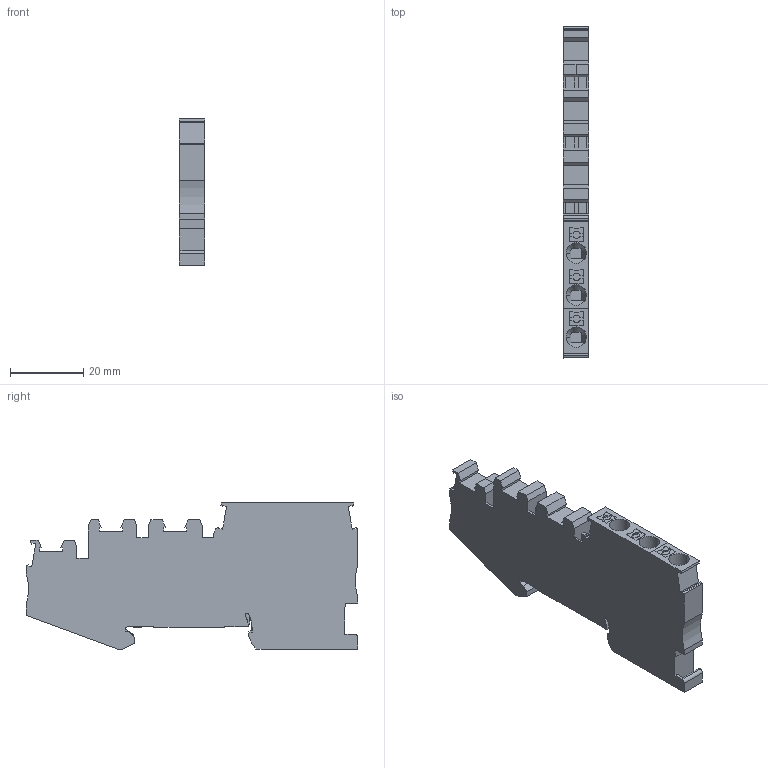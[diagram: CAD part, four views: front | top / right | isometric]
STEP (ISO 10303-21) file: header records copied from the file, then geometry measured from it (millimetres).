
FILE_DESCRIPTION(('HOOPS Exchange Step'),'2;1');
FILE_NAME('export-87EFA3E0-5FEE-459F-95AF-C399B08B9EF8.stp','2024-03-25T20:53:53+01:00',('Engineering'),('Alibre'),'HOOPS Exchange 2021.0','Alibre','Unknown authorisation');
FILE_SCHEMA( ('AP242_MANAGED_MODEL_BASED_3D_ENGINEERING_MIM_LF {1 0 10303 442 1 1 4 }') );
Length unit declared in the file: millimetre
Products named in the file (2): 6633-1 Feed-in terminal - PTIO-IN 2,5-4-PE OG - 3244481; 6633 Feed-in terminal - PTIO-IN 2,5-4-PE OG - 3244481
Assembly tree (1 placements, depth 2):
  6633 Feed-in terminal - PTIO-IN 2,5-4-PE OG - 3244481
    6633-1 Feed-in terminal - PTIO-IN 2,5-4-PE OG - 3244481
Bounding box: 7 x 90.8 x 40 mm (x, y, z)
Volume: 18280.5 mm3; surface area: 9260.5 mm2
Topology: 1 solids, 1 shells, 269 faces, 782 edges, 521 vertices
Faces by surface type: plane 230, cylinder 36, cone 3
Entity records: 10474 total; most frequent: CARTESIAN_POINT 3143, ORIENTED_EDGE 1564, DIRECTION 1384, EDGE_CURVE 782, VECTOR 686, LINE 686, VERTEX_POINT 521, AXIS2_PLACEMENT_3D 349
